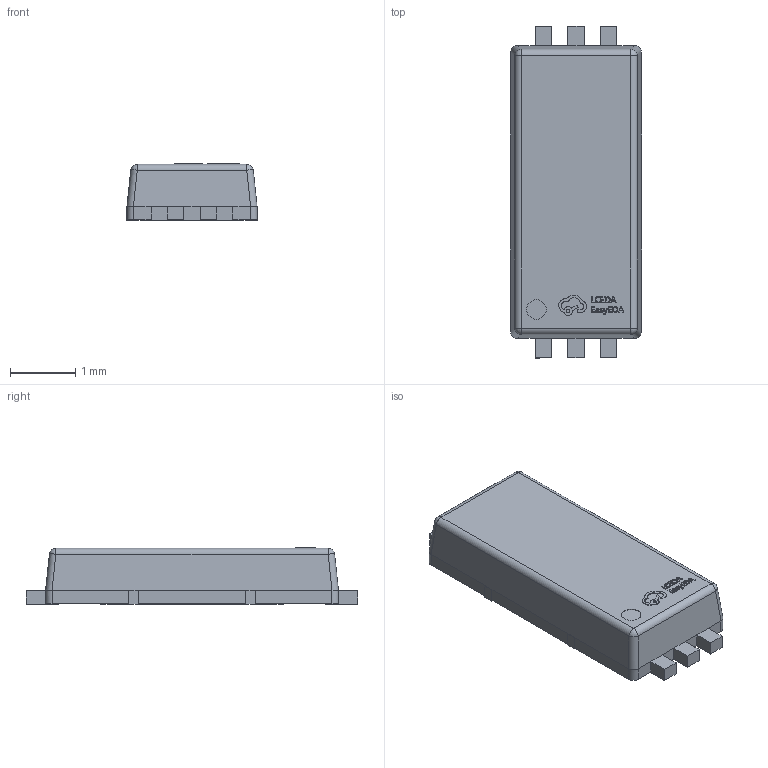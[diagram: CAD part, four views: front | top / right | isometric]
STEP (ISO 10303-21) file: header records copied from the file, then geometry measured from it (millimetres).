
FILE_DESCRIPTION (( 'STEP AP214' ), '1' );
FILE_NAME ('DFN-6_L4.5-W2.0-P0.50-LS5.0-BL.STEP', '2023-04-02T02:13:39', ( '' ), ( '' ), 'SwSTEP 2.0', 'SolidWorks 2020', '' );
FILE_SCHEMA (( 'AUTOMOTIVE_DESIGN' ));
Length unit declared in the file: millimetre
Products named in the file (1): DFN-6_L4.5-W2.0-P0.50-LS5.0-BL
Bounding box: 2.02 x 5.1 x 0.87 mm (x, y, z)
Volume: 7.5 mm3; surface area: 29.4 mm2
Topology: 1 solids, 1 shells, 327 faces, 883 edges, 578 vertices
Faces by surface type: plane 211, bspline 98, cylinder 14, sphere 4
Entity records: 14264 total; most frequent: CARTESIAN_POINT 3131, ORIENTED_EDGE 1766, DIRECTION 1151, EDGE_CURVE 883, VECTOR 651, LINE 651, VERTEX_POINT 578, EDGE_LOOP 347
